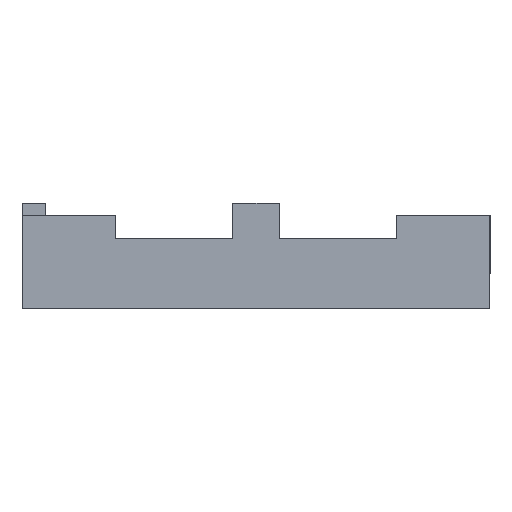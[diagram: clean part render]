
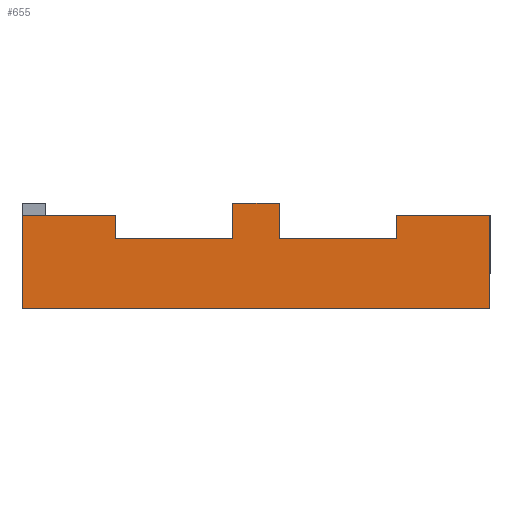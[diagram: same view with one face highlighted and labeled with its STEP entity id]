
A CAD part, front view. The second image highlights one B-rep face of the part: STEP entity #655.
In plain terms, the highlighted planar face has unit normal (0, -1, 0).
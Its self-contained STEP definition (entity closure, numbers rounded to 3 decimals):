
#47 = EDGE_CURVE ( 'NONE', #95, #402, #1666, .T. ) ;
#68 = CARTESIAN_POINT ( 'NONE',  ( -12., -20., 2. ) ) ;
#86 = DIRECTION ( 'NONE',  ( 0., 0., 1. ) ) ;
#94 = EDGE_CURVE ( 'NONE', #402, #738, #1908, .T. ) ;
#95 = VERTEX_POINT ( 'NONE', #1160 ) ;
#133 = LINE ( 'NONE', #204, #888 ) ;
#149 = EDGE_CURVE ( 'NONE', #826, #925, #777, .T. ) ;
#152 = FACE_OUTER_BOUND ( 'NONE', #1816, .T. ) ;
#183 = EDGE_CURVE ( 'NONE', #826, #627, #273, .T. ) ;
#195 = DIRECTION ( 'NONE',  ( 0., 0., 1. ) ) ;
#204 = CARTESIAN_POINT ( 'NONE',  ( -20., -20., -4. ) ) ;
#218 = ORIENTED_EDGE ( 'NONE', *, *, #354, .T. ) ;
#221 = CARTESIAN_POINT ( 'NONE',  ( -20., -20., 4. ) ) ;
#229 = VERTEX_POINT ( 'NONE', #68 ) ;
#262 = CARTESIAN_POINT ( 'NONE',  ( -20., -20., 4. ) ) ;
#270 = CARTESIAN_POINT ( 'NONE',  ( 20., -20., -4. ) ) ;
#273 = LINE ( 'NONE', #221, #880 ) ;
#282 = LINE ( 'NONE', #2028, #1496 ) ;
#342 = VECTOR ( 'NONE', #461, 1000. ) ;
#354 = EDGE_CURVE ( 'NONE', #229, #627, #1994, .T. ) ;
#365 = ORIENTED_EDGE ( 'NONE', *, *, #149, .T. ) ;
#369 = LINE ( 'NONE', #707, #1247 ) ;
#396 = ORIENTED_EDGE ( 'NONE', *, *, #1978, .F. ) ;
#402 = VERTEX_POINT ( 'NONE', #657 ) ;
#434 = EDGE_CURVE ( 'NONE', #229, #1620, #922, .T. ) ;
#461 = DIRECTION ( 'NONE',  ( 1., 0., 0. ) ) ;
#501 = VECTOR ( 'NONE', #698, 1000. ) ;
#510 = CARTESIAN_POINT ( 'NONE',  ( -12., -20., 4. ) ) ;
#536 = CARTESIAN_POINT ( 'NONE',  ( 12., -20., 2. ) ) ;
#538 = CARTESIAN_POINT ( 'NONE',  ( 20., -20., 4. ) ) ;
#583 = DIRECTION ( 'NONE',  ( 1., 0., 0. ) ) ;
#627 = VERTEX_POINT ( 'NONE', #510 ) ;
#633 = VERTEX_POINT ( 'NONE', #1624 ) ;
#648 = CARTESIAN_POINT ( 'NONE',  ( 2., -20., 2. ) ) ;
#655 = ADVANCED_FACE ( 'NONE', ( #152 ), #1371, .F. ) ;
#657 = CARTESIAN_POINT ( 'NONE',  ( 20., -20., 4. ) ) ;
#698 = DIRECTION ( 'NONE',  ( 0., 0., -1. ) ) ;
#707 = CARTESIAN_POINT ( 'NONE',  ( 12., -20., 2. ) ) ;
#738 = VERTEX_POINT ( 'NONE', #270 ) ;
#758 = VERTEX_POINT ( 'NONE', #1529 ) ;
#759 = EDGE_CURVE ( 'NONE', #1244, #95, #950, .T. ) ;
#777 = LINE ( 'NONE', #1753, #1644 ) ;
#802 = LINE ( 'NONE', #1543, #1541 ) ;
#805 = VECTOR ( 'NONE', #1441, 1000. ) ;
#806 = VECTOR ( 'NONE', #86, 1000. ) ;
#812 = DIRECTION ( 'NONE',  ( 1., 0., 0. ) ) ;
#823 = ORIENTED_EDGE ( 'NONE', *, *, #1780, .T. ) ;
#826 = VERTEX_POINT ( 'NONE', #1066 ) ;
#880 = VECTOR ( 'NONE', #1991, 1000. ) ;
#888 = VECTOR ( 'NONE', #583, 1000. ) ;
#922 = LINE ( 'NONE', #2017, #342 ) ;
#925 = VERTEX_POINT ( 'NONE', #1878 ) ;
#926 = DIRECTION ( 'NONE',  ( 0., 0., 1. ) ) ;
#932 = ORIENTED_EDGE ( 'NONE', *, *, #759, .F. ) ;
#950 = LINE ( 'NONE', #536, #806 ) ;
#953 = ORIENTED_EDGE ( 'NONE', *, *, #434, .F. ) ;
#954 = LINE ( 'NONE', #1860, #501 ) ;
#967 = AXIS2_PLACEMENT_3D ( 'NONE', #1950, #1482, #926 ) ;
#978 = ORIENTED_EDGE ( 'NONE', *, *, #1359, .F. ) ;
#997 = VERTEX_POINT ( 'NONE', #648 ) ;
#1056 = CARTESIAN_POINT ( 'NONE',  ( 12., -20., 2. ) ) ;
#1066 = CARTESIAN_POINT ( 'NONE',  ( -20., -20., 4. ) ) ;
#1069 = ORIENTED_EDGE ( 'NONE', *, *, #47, .F. ) ;
#1160 = CARTESIAN_POINT ( 'NONE',  ( 12., -20., 4. ) ) ;
#1236 = DIRECTION ( 'NONE',  ( 1., 0., 0. ) ) ;
#1244 = VERTEX_POINT ( 'NONE', #1056 ) ;
#1247 = VECTOR ( 'NONE', #812, 1000. ) ;
#1359 = EDGE_CURVE ( 'NONE', #758, #997, #802, .T. ) ;
#1371 = PLANE ( 'NONE',  #967 ) ;
#1401 = EDGE_CURVE ( 'NONE', #633, #758, #282, .T. ) ;
#1441 = DIRECTION ( 'NONE',  ( 1., 0., 0. ) ) ;
#1456 = CARTESIAN_POINT ( 'NONE',  ( -2., -20., 2. ) ) ;
#1462 = DIRECTION ( 'NONE',  ( 0., 0., -1. ) ) ;
#1478 = ORIENTED_EDGE ( 'NONE', *, *, #94, .F. ) ;
#1479 = DIRECTION ( 'NONE',  ( 0., 0., -1. ) ) ;
#1482 = DIRECTION ( 'NONE',  ( 0., 1., 0. ) ) ;
#1496 = VECTOR ( 'NONE', #1236, 1000. ) ;
#1508 = DIRECTION ( 'NONE',  ( 0., 0., -1. ) ) ;
#1529 = CARTESIAN_POINT ( 'NONE',  ( 2., -20., 5. ) ) ;
#1541 = VECTOR ( 'NONE', #1462, 1000. ) ;
#1543 = CARTESIAN_POINT ( 'NONE',  ( 2., -20., 5. ) ) ;
#1553 = VECTOR ( 'NONE', #195, 1000. ) ;
#1557 = VECTOR ( 'NONE', #1479, 1000. ) ;
#1602 = ORIENTED_EDGE ( 'NONE', *, *, #183, .F. ) ;
#1620 = VERTEX_POINT ( 'NONE', #1456 ) ;
#1624 = CARTESIAN_POINT ( 'NONE',  ( -2., -20., 5. ) ) ;
#1635 = EDGE_CURVE ( 'NONE', #925, #738, #133, .T. ) ;
#1644 = VECTOR ( 'NONE', #1508, 1000. ) ;
#1666 = LINE ( 'NONE', #262, #805 ) ;
#1718 = ORIENTED_EDGE ( 'NONE', *, *, #1401, .F. ) ;
#1725 = CARTESIAN_POINT ( 'NONE',  ( -12., -20., 2. ) ) ;
#1753 = CARTESIAN_POINT ( 'NONE',  ( -20., -20., 4. ) ) ;
#1780 = EDGE_CURVE ( 'NONE', #633, #1620, #954, .T. ) ;
#1816 = EDGE_LOOP ( 'NONE', ( #1069, #932, #396, #978, #1718, #823, #953, #218, #1602, #365, #1968, #1478 ) ) ;
#1860 = CARTESIAN_POINT ( 'NONE',  ( -2., -20., 5. ) ) ;
#1878 = CARTESIAN_POINT ( 'NONE',  ( -20., -20., -4. ) ) ;
#1908 = LINE ( 'NONE', #538, #1557 ) ;
#1950 = CARTESIAN_POINT ( 'NONE',  ( -20., -20., 4. ) ) ;
#1968 = ORIENTED_EDGE ( 'NONE', *, *, #1635, .T. ) ;
#1978 = EDGE_CURVE ( 'NONE', #997, #1244, #369, .T. ) ;
#1991 = DIRECTION ( 'NONE',  ( 1., 0., 0. ) ) ;
#1994 = LINE ( 'NONE', #1725, #1553 ) ;
#2017 = CARTESIAN_POINT ( 'NONE',  ( 12., -20., 2. ) ) ;
#2028 = CARTESIAN_POINT ( 'NONE',  ( -2., -20., 5. ) ) ;
